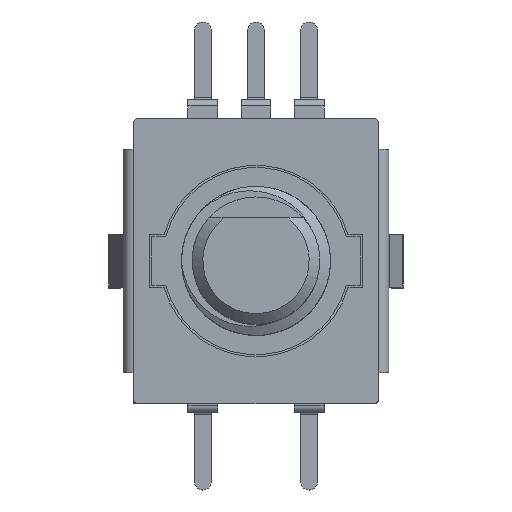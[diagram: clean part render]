
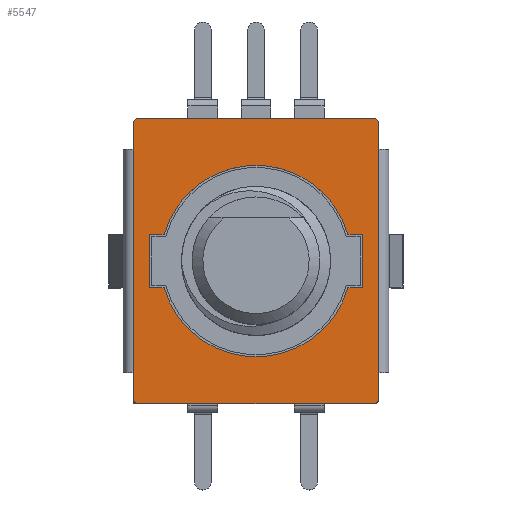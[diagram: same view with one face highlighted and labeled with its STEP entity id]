
A CAD part, top view. The second image highlights one B-rep face of the part: STEP entity #5547.
In plain terms, the highlighted face is planar.
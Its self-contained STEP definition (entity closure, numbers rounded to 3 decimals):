
#49=FACE_BOUND('',#584,.T.);
#251=FACE_OUTER_BOUND('',#583,.T.);
#583=EDGE_LOOP('',(#4130,#4131,#4132,#4133,#4134,#4135,#4136,#4137,#4138,
#4139,#4140,#4141));
#584=EDGE_LOOP('',(#4142,#4143,#4144,#4145,#4146,#4147,#4148,#4149));
#821=CIRCLE('',#5851,4.5);
#855=CIRCLE('',#5943,0.2);
#856=CIRCLE('',#5944,0.2);
#857=CIRCLE('',#5945,0.2);
#858=CIRCLE('',#5946,0.2);
#859=CIRCLE('',#5947,4.5);
#1246=LINE('',#8527,#1890);
#1247=LINE('',#8531,#1891);
#1248=LINE('',#8535,#1892);
#1249=LINE('',#8537,#1893);
#1250=LINE('',#8539,#1894);
#1251=LINE('',#8543,#1895);
#1252=LINE('',#8547,#1896);
#1253=LINE('',#8548,#1897);
#1254=LINE('',#8553,#1898);
#1255=LINE('',#8555,#1899);
#1256=LINE('',#8556,#1900);
#1257=LINE('',#8558,#1901);
#1258=LINE('',#8560,#1902);
#1259=LINE('',#8561,#1903);
#1890=VECTOR('',#6854,1.);
#1891=VECTOR('',#6857,1.);
#1892=VECTOR('',#6860,1.);
#1893=VECTOR('',#6861,1.);
#1894=VECTOR('',#6862,1.);
#1895=VECTOR('',#6865,1.);
#1896=VECTOR('',#6868,1.);
#1897=VECTOR('',#6869,1.);
#1898=VECTOR('',#6872,1.);
#1899=VECTOR('',#6873,1.);
#1900=VECTOR('',#6874,1.);
#1901=VECTOR('',#6875,1.);
#1902=VECTOR('',#6876,1.);
#1903=VECTOR('',#6877,1.);
#2328=VERTEX_POINT('',#8119);
#2330=VERTEX_POINT('',#8123);
#2469=VERTEX_POINT('',#8525);
#2470=VERTEX_POINT('',#8526);
#2471=VERTEX_POINT('',#8528);
#2472=VERTEX_POINT('',#8530);
#2473=VERTEX_POINT('',#8532);
#2474=VERTEX_POINT('',#8534);
#2475=VERTEX_POINT('',#8536);
#2476=VERTEX_POINT('',#8538);
#2477=VERTEX_POINT('',#8540);
#2478=VERTEX_POINT('',#8542);
#2479=VERTEX_POINT('',#8544);
#2480=VERTEX_POINT('',#8546);
#2481=VERTEX_POINT('',#8549);
#2482=VERTEX_POINT('',#8550);
#2483=VERTEX_POINT('',#8552);
#2484=VERTEX_POINT('',#8554);
#2485=VERTEX_POINT('',#8557);
#2486=VERTEX_POINT('',#8559);
#2875=EDGE_CURVE('',#2330,#2328,#821,.T.);
#3079=EDGE_CURVE('',#2469,#2470,#1246,.T.);
#3080=EDGE_CURVE('',#2469,#2471,#855,.T.);
#3081=EDGE_CURVE('',#2471,#2472,#1247,.T.);
#3082=EDGE_CURVE('',#2472,#2473,#856,.T.);
#3083=EDGE_CURVE('',#2473,#2474,#1248,.T.);
#3084=EDGE_CURVE('',#2474,#2475,#1249,.T.);
#3085=EDGE_CURVE('',#2476,#2475,#1250,.T.);
#3086=EDGE_CURVE('',#2476,#2477,#857,.T.);
#3087=EDGE_CURVE('',#2477,#2478,#1251,.T.);
#3088=EDGE_CURVE('',#2478,#2479,#858,.T.);
#3089=EDGE_CURVE('',#2479,#2480,#1252,.T.);
#3090=EDGE_CURVE('',#2480,#2470,#1253,.T.);
#3091=EDGE_CURVE('',#2481,#2482,#859,.T.);
#3092=EDGE_CURVE('',#2483,#2481,#1254,.T.);
#3093=EDGE_CURVE('',#2484,#2483,#1255,.T.);
#3094=EDGE_CURVE('',#2328,#2484,#1256,.T.);
#3095=EDGE_CURVE('',#2485,#2330,#1257,.T.);
#3096=EDGE_CURVE('',#2486,#2485,#1258,.T.);
#3097=EDGE_CURVE('',#2482,#2486,#1259,.T.);
#4130=ORIENTED_EDGE('',*,*,#3079,.F.);
#4131=ORIENTED_EDGE('',*,*,#3080,.T.);
#4132=ORIENTED_EDGE('',*,*,#3081,.T.);
#4133=ORIENTED_EDGE('',*,*,#3082,.T.);
#4134=ORIENTED_EDGE('',*,*,#3083,.T.);
#4135=ORIENTED_EDGE('',*,*,#3084,.T.);
#4136=ORIENTED_EDGE('',*,*,#3085,.F.);
#4137=ORIENTED_EDGE('',*,*,#3086,.T.);
#4138=ORIENTED_EDGE('',*,*,#3087,.T.);
#4139=ORIENTED_EDGE('',*,*,#3088,.T.);
#4140=ORIENTED_EDGE('',*,*,#3089,.T.);
#4141=ORIENTED_EDGE('',*,*,#3090,.T.);
#4142=ORIENTED_EDGE('',*,*,#3091,.F.);
#4143=ORIENTED_EDGE('',*,*,#3092,.F.);
#4144=ORIENTED_EDGE('',*,*,#3093,.F.);
#4145=ORIENTED_EDGE('',*,*,#3094,.F.);
#4146=ORIENTED_EDGE('',*,*,#2875,.F.);
#4147=ORIENTED_EDGE('',*,*,#3095,.F.);
#4148=ORIENTED_EDGE('',*,*,#3096,.F.);
#4149=ORIENTED_EDGE('',*,*,#3097,.F.);
#5279=PLANE('',#5942);
#5547=ADVANCED_FACE('',(#251,#49),#5279,.T.);
#5851=AXIS2_PLACEMENT_3D('',#8125,#6500,#6501);
#5942=AXIS2_PLACEMENT_3D('',#8524,#6852,#6853);
#5943=AXIS2_PLACEMENT_3D('',#8529,#6855,#6856);
#5944=AXIS2_PLACEMENT_3D('',#8533,#6858,#6859);
#5945=AXIS2_PLACEMENT_3D('',#8541,#6863,#6864);
#5946=AXIS2_PLACEMENT_3D('',#8545,#6866,#6867);
#5947=AXIS2_PLACEMENT_3D('',#8551,#6870,#6871);
#6500=DIRECTION('center_axis',(0.,1.,0.));
#6501=DIRECTION('ref_axis',(0.,0.,1.));
#6852=DIRECTION('center_axis',(0.,1.,0.));
#6853=DIRECTION('ref_axis',(0.,0.,1.));
#6854=DIRECTION('',(0.,0.,-1.));
#6855=DIRECTION('center_axis',(0.,1.,0.));
#6856=DIRECTION('ref_axis',(0.,0.,1.));
#6857=DIRECTION('',(1.,0.,0.));
#6858=DIRECTION('center_axis',(0.,1.,0.));
#6859=DIRECTION('ref_axis',(0.,0.,1.));
#6860=DIRECTION('',(0.,0.,-1.));
#6861=DIRECTION('',(0.,0.,-1.));
#6862=DIRECTION('',(0.,0.,1.));
#6863=DIRECTION('center_axis',(0.,1.,0.));
#6864=DIRECTION('ref_axis',(0.,0.,1.));
#6865=DIRECTION('',(-1.,0.,0.));
#6866=DIRECTION('center_axis',(0.,1.,0.));
#6867=DIRECTION('ref_axis',(0.,0.,1.));
#6868=DIRECTION('',(0.,0.,1.));
#6869=DIRECTION('',(0.,0.,1.));
#6870=DIRECTION('center_axis',(0.,1.,0.));
#6871=DIRECTION('ref_axis',(0.,0.,1.));
#6872=DIRECTION('',(-1.,0.,0.));
#6873=DIRECTION('',(0.,0.,-1.));
#6874=DIRECTION('',(1.,0.,0.));
#6875=DIRECTION('',(1.,0.,0.));
#6876=DIRECTION('',(0.,0.,1.));
#6877=DIRECTION('',(-1.,0.,0.));
#8119=CARTESIAN_POINT('',(4.323,0.,1.25));
#8123=CARTESIAN_POINT('',(-4.323,0.,1.25));
#8125=CARTESIAN_POINT('Origin',(0.,0.,0.));
#8524=CARTESIAN_POINT('Origin',(0.,0.,0.));
#8525=CARTESIAN_POINT('',(-5.75,0.,6.5));
#8526=CARTESIAN_POINT('',(-5.75,0.,5.25));
#8527=CARTESIAN_POINT('',(-5.75,0.,6.7));
#8528=CARTESIAN_POINT('',(-5.55,0.,6.7));
#8529=CARTESIAN_POINT('Origin',(-5.55,0.,6.5));
#8530=CARTESIAN_POINT('',(5.55,0.,6.7));
#8531=CARTESIAN_POINT('',(6.25,0.,6.7));
#8532=CARTESIAN_POINT('',(5.75,0.,6.5));
#8533=CARTESIAN_POINT('Origin',(5.55,0.,6.5));
#8534=CARTESIAN_POINT('',(5.75,0.,5.25));
#8535=CARTESIAN_POINT('',(5.75,0.,6.7));
#8536=CARTESIAN_POINT('',(5.75,0.,-5.25));
#8537=CARTESIAN_POINT('',(5.75,0.,6.7));
#8538=CARTESIAN_POINT('',(5.75,0.,-6.5));
#8539=CARTESIAN_POINT('',(5.75,0.,-6.7));
#8540=CARTESIAN_POINT('',(5.55,0.,-6.7));
#8541=CARTESIAN_POINT('Origin',(5.55,0.,-6.5));
#8542=CARTESIAN_POINT('',(-5.55,0.,-6.7));
#8543=CARTESIAN_POINT('',(6.25,0.,-6.7));
#8544=CARTESIAN_POINT('',(-5.75,0.,-6.5));
#8545=CARTESIAN_POINT('Origin',(-5.55,0.,-6.5));
#8546=CARTESIAN_POINT('',(-5.75,0.,-5.25));
#8547=CARTESIAN_POINT('',(-5.75,0.,-6.7));
#8548=CARTESIAN_POINT('',(-5.75,0.,-6.7));
#8549=CARTESIAN_POINT('',(4.323,0.,-1.25));
#8550=CARTESIAN_POINT('',(-4.323,0.,-1.25));
#8551=CARTESIAN_POINT('Origin',(0.,0.,0.));
#8552=CARTESIAN_POINT('',(5.,0.,-1.25));
#8553=CARTESIAN_POINT('',(4.323,0.,-1.25));
#8554=CARTESIAN_POINT('',(5.,0.,1.25));
#8555=CARTESIAN_POINT('',(5.,0.,1.25));
#8556=CARTESIAN_POINT('',(4.323,0.,1.25));
#8557=CARTESIAN_POINT('',(-5.,0.,1.25));
#8558=CARTESIAN_POINT('',(-4.323,0.,1.25));
#8559=CARTESIAN_POINT('',(-5.,0.,-1.25));
#8560=CARTESIAN_POINT('',(-5.,0.,1.25));
#8561=CARTESIAN_POINT('',(-4.323,0.,-1.25));
